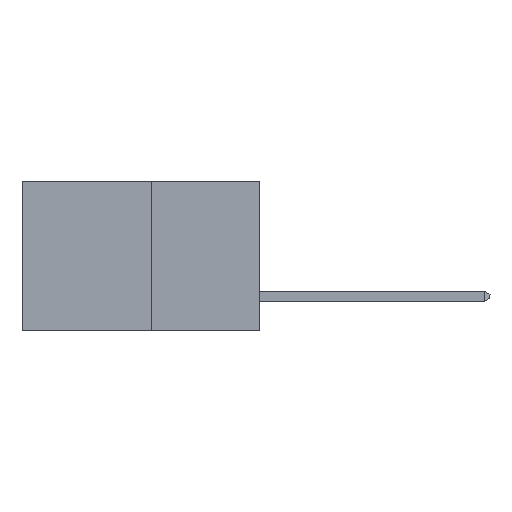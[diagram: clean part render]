
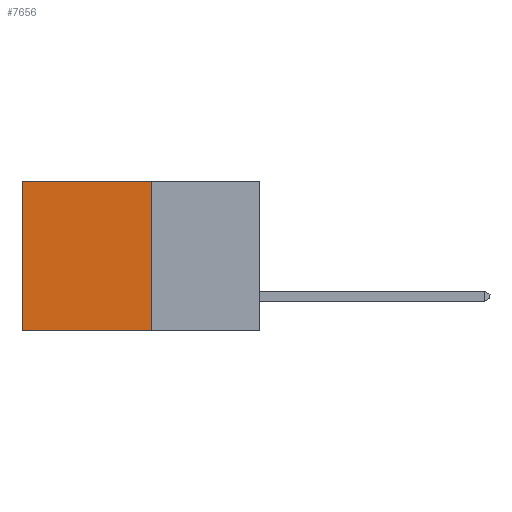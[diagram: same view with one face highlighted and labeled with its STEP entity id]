
A CAD part, left-side view. The second image highlights one B-rep face of the part: STEP entity #7656.
In plain terms, the highlighted planar face has unit normal (-1, 0, 0).
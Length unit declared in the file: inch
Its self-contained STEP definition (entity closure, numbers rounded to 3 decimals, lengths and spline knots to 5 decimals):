
#235 = DIRECTION ( 'NONE',  ( 0., 0., -1. ) ) ;
#387 = VERTEX_POINT ( 'NONE', #11192 ) ;
#1274 = LINE ( 'NONE', #11176, #8216 ) ;
#1362 = DIRECTION ( 'NONE',  ( 0., 1., 0. ) ) ;
#1378 = ORIENTED_EDGE ( 'NONE', *, *, #8397, .T. ) ;
#1561 = VERTEX_POINT ( 'NONE', #3410 ) ;
#3336 = LINE ( 'NONE', #4292, #10698 ) ;
#3410 = CARTESIAN_POINT ( 'NONE',  ( 0.277, 0.27, -0.37 ) ) ;
#3760 = VECTOR ( 'NONE', #235, 39.37008 ) ;
#4107 = CARTESIAN_POINT ( 'NONE',  ( 0.277, 0.27, -0.37 ) ) ;
#4292 = CARTESIAN_POINT ( 'NONE',  ( 0.277, 0.27, -0.37 ) ) ;
#4398 = VERTEX_POINT ( 'NONE', #7540 ) ;
#4472 = VECTOR ( 'NONE', #1362, 39.37008 ) ;
#4554 = EDGE_CURVE ( 'NONE', #4398, #387, #1274, .T. ) ;
#5062 = FACE_OUTER_BOUND ( 'NONE', #8382, .T. ) ;
#5908 = DIRECTION ( 'NONE',  ( 0., 0., -1. ) ) ;
#6075 = ORIENTED_EDGE ( 'NONE', *, *, #4554, .T. ) ;
#6334 = CARTESIAN_POINT ( 'NONE',  ( 0.277, 0.59, -0.37 ) ) ;
#7519 = CARTESIAN_POINT ( 'NONE',  ( 0.277, 0.59, -0.37 ) ) ;
#7540 = CARTESIAN_POINT ( 'NONE',  ( 0.277, 0.27, 0. ) ) ;
#7634 = ORIENTED_EDGE ( 'NONE', *, *, #8549, .F. ) ;
#7656 = ADVANCED_FACE ( 'NONE', ( #5062 ), #9429, .F. ) ;
#7719 = CARTESIAN_POINT ( 'NONE',  ( 0.277, 0.27, -0.37 ) ) ;
#8216 = VECTOR ( 'NONE', #9801, 39.37008 ) ;
#8382 = EDGE_LOOP ( 'NONE', ( #1378, #7634, #10219, #6075 ) ) ;
#8397 = EDGE_CURVE ( 'NONE', #387, #9989, #8805, .T. ) ;
#8549 = EDGE_CURVE ( 'NONE', #1561, #9989, #9202, .T. ) ;
#8626 = EDGE_CURVE ( 'NONE', #4398, #1561, #3336, .T. ) ;
#8805 = LINE ( 'NONE', #7519, #3760 ) ;
#9202 = LINE ( 'NONE', #7719, #4472 ) ;
#9429 = PLANE ( 'NONE',  #11315 ) ;
#9801 = DIRECTION ( 'NONE',  ( 0., 1., 0. ) ) ;
#9989 = VERTEX_POINT ( 'NONE', #6334 ) ;
#10219 = ORIENTED_EDGE ( 'NONE', *, *, #8626, .F. ) ;
#10481 = DIRECTION ( 'NONE',  ( 0., 0., -1. ) ) ;
#10698 = VECTOR ( 'NONE', #10481, 39.37008 ) ;
#11176 = CARTESIAN_POINT ( 'NONE',  ( 0.277, 0.27, 0. ) ) ;
#11180 = DIRECTION ( 'NONE',  ( 1., 0., 0. ) ) ;
#11192 = CARTESIAN_POINT ( 'NONE',  ( 0.277, 0.59, 0. ) ) ;
#11315 = AXIS2_PLACEMENT_3D ( 'NONE', #4107, #11180, #5908 ) ;
